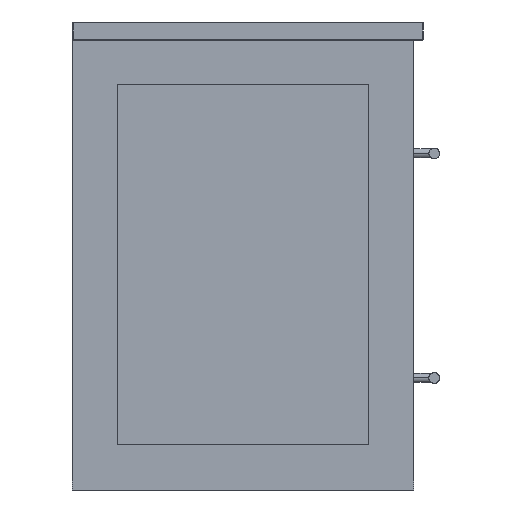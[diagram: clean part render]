
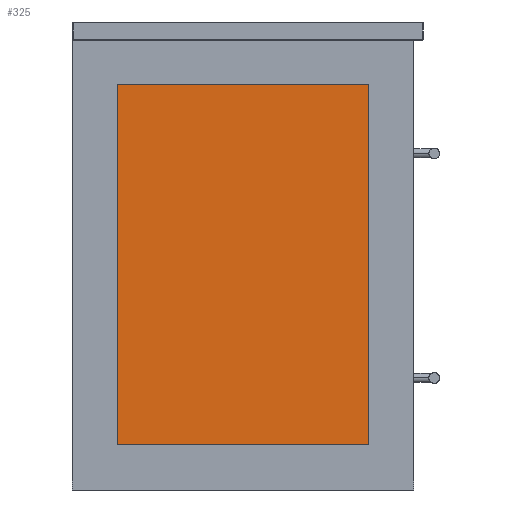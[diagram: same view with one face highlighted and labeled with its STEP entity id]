
A CAD part, left-side view. The second image highlights one B-rep face of the part: STEP entity #325.
In plain terms, the highlighted planar face has unit normal (-1, 0, 0).
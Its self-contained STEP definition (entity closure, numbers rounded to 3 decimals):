
#325=ADVANCED_FACE('',(#476),#2299,.T.);
#476=FACE_OUTER_BOUND('',#658,.T.);
#658=EDGE_LOOP('',(#1259,#1260,#1261,#1262));
#1259=ORIENTED_EDGE('',*,*,#1624,.T.);
#1260=ORIENTED_EDGE('',*,*,#1630,.T.);
#1261=ORIENTED_EDGE('',*,*,#1628,.T.);
#1262=ORIENTED_EDGE('',*,*,#1626,.T.);
#1624=EDGE_CURVE('',#2188,#2187,#1878,.T.);
#1626=EDGE_CURVE('',#2189,#2188,#1880,.T.);
#1628=EDGE_CURVE('',#2190,#2189,#1882,.T.);
#1630=EDGE_CURVE('',#2187,#2190,#1884,.T.);
#1878=B_SPLINE_CURVE_WITH_KNOTS('',1,(#4277,#4278),.UNSPECIFIED.,.F.,.F.,
(2,2),(-279.,0.),.UNSPECIFIED.);
#1880=B_SPLINE_CURVE_WITH_KNOTS('',1,(#4281,#4282),.UNSPECIFIED.,.F.,.F.,
(2,2),(-400.,0.),.UNSPECIFIED.);
#1882=B_SPLINE_CURVE_WITH_KNOTS('',1,(#4285,#4286),.UNSPECIFIED.,.F.,.F.,
(2,2),(-279.,0.),.UNSPECIFIED.);
#1884=B_SPLINE_CURVE_WITH_KNOTS('',1,(#4289,#4290),.UNSPECIFIED.,.F.,.F.,
(2,2),(-400.,0.),.UNSPECIFIED.);
#2187=VERTEX_POINT('',#4239);
#2188=VERTEX_POINT('',#4240);
#2189=VERTEX_POINT('',#4241);
#2190=VERTEX_POINT('',#4242);
#2299=PLANE('',#2701);
#2701=AXIS2_PLACEMENT_3D('',#4226,#2880,$);
#2880=DIRECTION('',(-1.,0.,0.));
#4226=CARTESIAN_POINT('',(-891.,240.,22.1));
#4239=CARTESIAN_POINT('',(-891.,200.,50.));
#4240=CARTESIAN_POINT('',(-891.,200.,329.));
#4241=CARTESIAN_POINT('',(-891.,-200.,329.));
#4242=CARTESIAN_POINT('',(-891.,-200.,50.));
#4277=CARTESIAN_POINT('',(-891.,200.,329.));
#4278=CARTESIAN_POINT('',(-891.,200.,50.));
#4281=CARTESIAN_POINT('',(-891.,-200.,329.));
#4282=CARTESIAN_POINT('',(-891.,200.,329.));
#4285=CARTESIAN_POINT('',(-891.,-200.,50.));
#4286=CARTESIAN_POINT('',(-891.,-200.,329.));
#4289=CARTESIAN_POINT('',(-891.,200.,50.));
#4290=CARTESIAN_POINT('',(-891.,-200.,50.));
